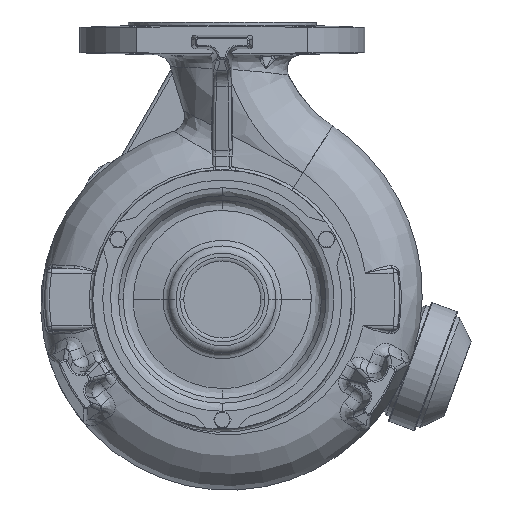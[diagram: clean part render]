
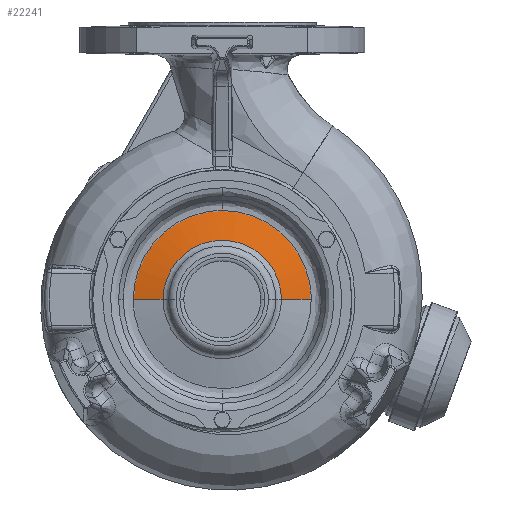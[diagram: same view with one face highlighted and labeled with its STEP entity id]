
A CAD part, front view. The second image highlights one B-rep face of the part: STEP entity #22241.
In plain terms, the highlighted conical face has half-angle 77.32 degrees and reference radius 57.719 mm.
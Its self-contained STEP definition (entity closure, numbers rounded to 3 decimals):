
#1630 = LINE ( 'NONE', #31362, #73772 ) ;
#2502 = CARTESIAN_POINT ( 'NONE',  ( 0., 57.719, -72.888 ) ) ;
#3209 = VERTEX_POINT ( 'NONE', #20574 ) ;
#5477 = VERTEX_POINT ( 'NONE', #50416 ) ;
#6376 = EDGE_CURVE ( 'NONE', #3209, #30978, #38238, .T. ) ;
#9926 = CARTESIAN_POINT ( 'NONE',  ( -3.778, 57.719, -72.888 ) ) ;
#12298 = EDGE_CURVE ( 'NONE', #30978, #5477, #57691, .T. ) ;
#14023 = CARTESIAN_POINT ( 'NONE',  ( 0., 0., -77.234 ) ) ;
#14948 = DIRECTION ( 'NONE',  ( 0., 0., 1. ) ) ;
#19014 = EDGE_CURVE ( 'NONE', #31236, #5477, #1630, .T. ) ;
#19267 = EDGE_CURVE ( 'NONE', #37843, #3209, #39586, .T. ) ;
#19548 = ORIENTED_EDGE ( 'NONE', *, *, #19014, .T. ) ;
#20574 = CARTESIAN_POINT ( 'NONE',  ( 57.719, 0., -72.888 ) ) ;
#21276 = CARTESIAN_POINT ( 'NONE',  ( 48.301, 32.274, -72.888 ) ) ;
#22241 = ADVANCED_FACE ( 'NONE', ( #35427 ), #67245, .T. ) ;
#23021 = DIRECTION ( 'NONE',  ( -0.976, 0., 0.22 ) ) ;
#26147 = CARTESIAN_POINT ( 'NONE',  ( -41.077, 41.077, -72.888 ) ) ;
#26439 = CARTESIAN_POINT ( 'NONE',  ( 56.975, 11.333, -72.888 ) ) ;
#27347 = CARTESIAN_POINT ( 'NONE',  ( 41.077, 41.077, -72.888 ) ) ;
#27807 = CARTESIAN_POINT ( 'NONE',  ( 57.719, 0., -72.888 ) ) ;
#27994 = EDGE_LOOP ( 'NONE', ( #64135, #19548, #69479, #83755, #62317 ) ) ;
#28899 = DIRECTION ( 'NONE',  ( 0., -1., 0. ) ) ;
#30978 = VERTEX_POINT ( 'NONE', #62568 ) ;
#31236 = VERTEX_POINT ( 'NONE', #87084 ) ;
#31362 = CARTESIAN_POINT ( 'NONE',  ( -57.719, 0., -72.888 ) ) ;
#33394 = CARTESIAN_POINT ( 'NONE',  ( 32.274, 48.301, -72.888 ) ) ;
#33565 = CARTESIAN_POINT ( 'NONE',  ( -22.23, 53.669, -72.888 ) ) ;
#34304 = CARTESIAN_POINT ( 'NONE',  ( 57.719, 3.778, -72.888 ) ) ;
#35427 = FACE_OUTER_BOUND ( 'NONE', #27994, .T. ) ;
#37843 = VERTEX_POINT ( 'NONE', #61539 ) ;
#38238 = B_SPLINE_CURVE_WITH_KNOTS ( 'NONE', 3,
 ( #27807, #34304, #26439, #83128, #21276, #27347, #33394, #41748, #84494, #69621, #84029 ),
 .UNSPECIFIED., .F., .F.,
 ( 4, 1, 1, 1, 1, 1, 1, 1, 4 ),
 ( 0.5, 0.563, 0.625, 0.688, 0.75, 0.813, 0.875, 0.938, 1. ),
 .UNSPECIFIED. ) ;
#38280 = CARTESIAN_POINT ( 'NONE',  ( -11.333, 56.975, -72.888 ) ) ;
#39586 = LINE ( 'NONE', #68372, #78204 ) ;
#41748 = CARTESIAN_POINT ( 'NONE',  ( 22.23, 53.669, -72.888 ) ) ;
#47960 = CARTESIAN_POINT ( 'NONE',  ( -32.274, 48.301, -72.888 ) ) ;
#48420 = CARTESIAN_POINT ( 'NONE',  ( -57.719, 3.778, -72.888 ) ) ;
#49346 = DIRECTION ( 'NONE',  ( 0., 0., 1. ) ) ;
#50416 = CARTESIAN_POINT ( 'NONE',  ( -57.719, 0., -72.888 ) ) ;
#53083 = DIRECTION ( 'NONE',  ( 0.976, 0., 0.22 ) ) ;
#54490 = CARTESIAN_POINT ( 'NONE',  ( -53.669, 22.23, -72.888 ) ) ;
#57691 = B_SPLINE_CURVE_WITH_KNOTS ( 'NONE', 3,
 ( #2502, #9926, #38280, #33565, #47960, #26147, #61903, #54490, #77217, #48420, #91169 ),
 .UNSPECIFIED., .F., .F.,
 ( 4, 1, 1, 1, 1, 1, 1, 1, 4 ),
 ( 0., 0.062, 0.125, 0.187, 0.25, 0.312, 0.375, 0.437, 0.5 ),
 .UNSPECIFIED. ) ;
#61539 = CARTESIAN_POINT ( 'NONE',  ( 38.406, 0., -77.234 ) ) ;
#61903 = CARTESIAN_POINT ( 'NONE',  ( -48.301, 32.274, -72.888 ) ) ;
#62317 = ORIENTED_EDGE ( 'NONE', *, *, #19267, .F. ) ;
#62568 = CARTESIAN_POINT ( 'NONE',  ( 0., 57.719, -72.888 ) ) ;
#63468 = CIRCLE ( 'NONE', #79800, 38.406 ) ;
#64135 = ORIENTED_EDGE ( 'NONE', *, *, #84019, .T. ) ;
#65138 = CARTESIAN_POINT ( 'NONE',  ( 0., 0., -72.888 ) ) ;
#67245 = CONICAL_SURFACE ( 'NONE', #77656, 57.719, 1.349 ) ;
#68372 = CARTESIAN_POINT ( 'NONE',  ( 57.719, 0., -72.888 ) ) ;
#69479 = ORIENTED_EDGE ( 'NONE', *, *, #12298, .F. ) ;
#69621 = CARTESIAN_POINT ( 'NONE',  ( 3.778, 57.719, -72.888 ) ) ;
#73772 = VECTOR ( 'NONE', #23021, 1000. ) ;
#77217 = CARTESIAN_POINT ( 'NONE',  ( -56.975, 11.333, -72.888 ) ) ;
#77656 = AXIS2_PLACEMENT_3D ( 'NONE', #65138, #49346, #78158 ) ;
#78158 = DIRECTION ( 'NONE',  ( 1., 0., 0. ) ) ;
#78204 = VECTOR ( 'NONE', #53083, 1000. ) ;
#79800 = AXIS2_PLACEMENT_3D ( 'NONE', #14023, #14948, #28899 ) ;
#83128 = CARTESIAN_POINT ( 'NONE',  ( 53.669, 22.23, -72.888 ) ) ;
#83755 = ORIENTED_EDGE ( 'NONE', *, *, #6376, .F. ) ;
#84019 = EDGE_CURVE ( 'NONE', #37843, #31236, #63468, .T. ) ;
#84029 = CARTESIAN_POINT ( 'NONE',  ( 0., 57.719, -72.888 ) ) ;
#84494 = CARTESIAN_POINT ( 'NONE',  ( 11.333, 56.975, -72.888 ) ) ;
#87084 = CARTESIAN_POINT ( 'NONE',  ( -38.406, 0., -77.234 ) ) ;
#91169 = CARTESIAN_POINT ( 'NONE',  ( -57.719, 0., -72.888 ) ) ;
